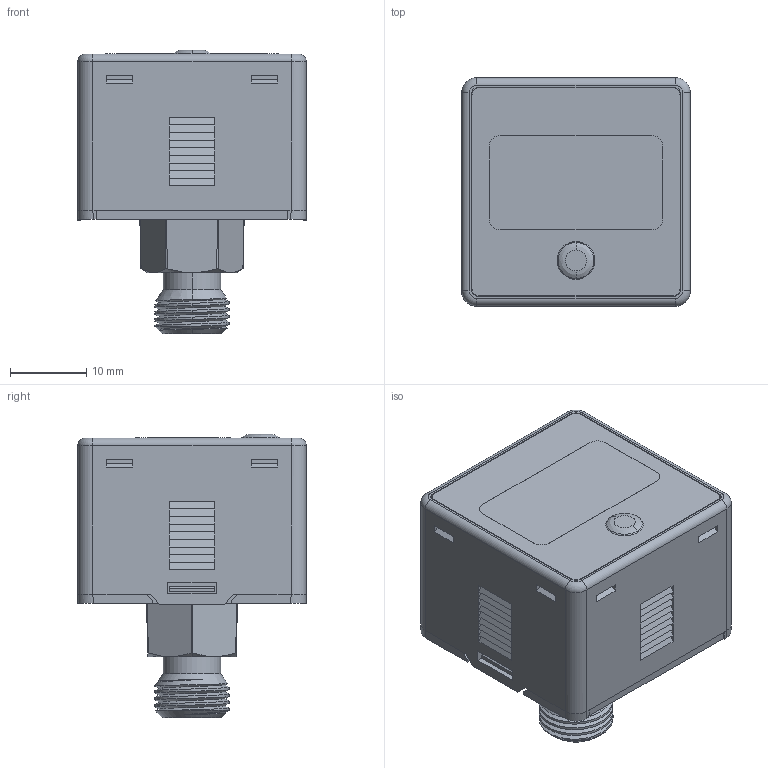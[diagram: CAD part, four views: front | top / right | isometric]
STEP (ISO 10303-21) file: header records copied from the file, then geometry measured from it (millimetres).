
FILE_DESCRIPTION((''),'2;1');
FILE_NAME('KP60_SW0005','2020-02-20T',('Vince.Chen'),(''),'CREO PARAMETRIC BY PTC INC, 2014500','CREO PARAMETRIC BY PTC INC, 2014500','');
FILE_SCHEMA(('CONFIG_CONTROL_DESIGN'));
Length unit declared in the file: inch
Products named in the file (1): KP60_SW0005
Bounding box: 30 x 30 x 37.2 mm (x, y, z)
Volume: 20418.4 mm3; surface area: 5586.2 mm2
Topology: 1 solids, 1 shells, 449 faces, 1078 edges, 663 vertices
Faces by surface type: plane 332, cylinder 65, cone 24, bspline 18, torus 10
Entity records: 18285 total; most frequent: CARTESIAN_POINT 8058, ORIENTED_EDGE 2156, DIRECTION 1950, EDGE_CURVE 1078, VECTOR 846, LINE 846, VERTEX_POINT 663, AXIS2_PLACEMENT_3D 552
